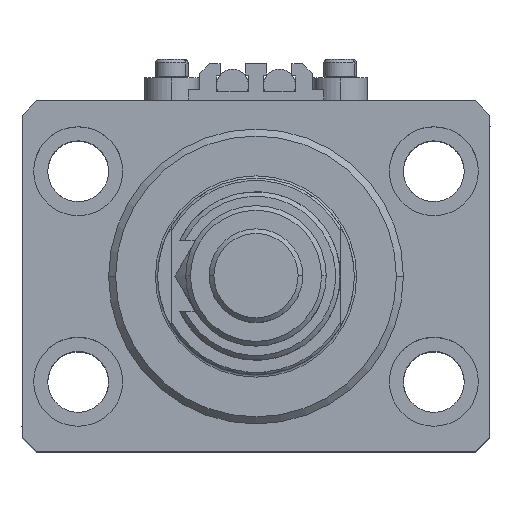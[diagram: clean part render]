
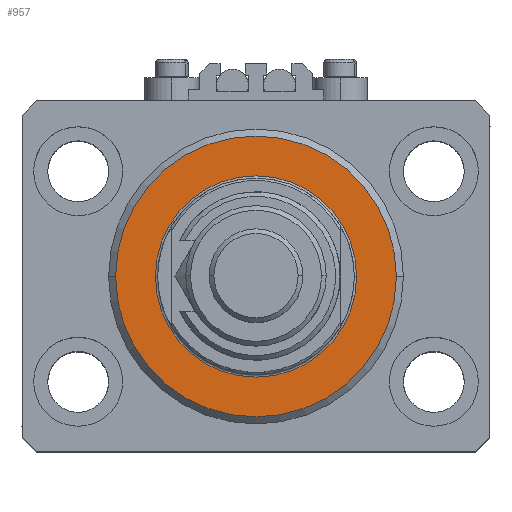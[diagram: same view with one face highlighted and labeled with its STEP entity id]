
A CAD part, top view. The second image highlights one B-rep face of the part: STEP entity #957.
In plain terms, the highlighted face is planar.
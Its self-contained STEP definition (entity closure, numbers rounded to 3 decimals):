
#86 = CARTESIAN_POINT ( 'NONE',  ( 0., 0., 0. ) ) ;
#114 = DIRECTION ( 'NONE',  ( 1., 0., 0. ) ) ;
#957 = ADVANCED_FACE ( 'NONE', ( #7960, #51236 ), #2995, .F. ) ;
#1247 = CARTESIAN_POINT ( 'NONE',  ( 0., 0., 0. ) ) ;
#2212 = AXIS2_PLACEMENT_3D ( 'NONE', #17703, #41017, #9849 ) ;
#2995 = PLANE ( 'NONE',  #9264 ) ;
#4043 = CARTESIAN_POINT ( 'NONE',  ( 0., 0., 0. ) ) ;
#5025 = ORIENTED_EDGE ( 'NONE', *, *, #48782, .T. ) ;
#5531 = CIRCLE ( 'NONE', #22242, 30. ) ;
#5541 = AXIS2_PLACEMENT_3D ( 'NONE', #1247, #17230, #49231 ) ;
#7576 = CARTESIAN_POINT ( 'NONE',  ( -30., 0., 0. ) ) ;
#7960 = FACE_BOUND ( 'NONE', #27761, .T. ) ;
#8284 = CIRCLE ( 'NONE', #45122, 30. ) ;
#9264 = AXIS2_PLACEMENT_3D ( 'NONE', #86, #22909, #47551 ) ;
#9849 = DIRECTION ( 'NONE',  ( 1., 0., 0. ) ) ;
#14765 = VERTEX_POINT ( 'NONE', #7576 ) ;
#17230 = DIRECTION ( 'NONE',  ( 0., 0., 1. ) ) ;
#17703 = CARTESIAN_POINT ( 'NONE',  ( 0., 0., 0. ) ) ;
#22166 = CARTESIAN_POINT ( 'NONE',  ( -21.5, 0., 0. ) ) ;
#22242 = AXIS2_PLACEMENT_3D ( 'NONE', #27293, #43045, #43299 ) ;
#22909 = DIRECTION ( 'NONE',  ( 0., 0., 1. ) ) ;
#23419 = EDGE_CURVE ( 'NONE', #14765, #44078, #5531, .T. ) ;
#23786 = ORIENTED_EDGE ( 'NONE', *, *, #23419, .T. ) ;
#25666 = CIRCLE ( 'NONE', #2212, 21.5 ) ;
#27293 = CARTESIAN_POINT ( 'NONE',  ( 0., 0., 0. ) ) ;
#27761 = EDGE_LOOP ( 'NONE', ( #44863, #38171 ) ) ;
#29772 = CIRCLE ( 'NONE', #5541, 21.5 ) ;
#31231 = VERTEX_POINT ( 'NONE', #22166 ) ;
#32346 = VERTEX_POINT ( 'NONE', #47357 ) ;
#34190 = EDGE_LOOP ( 'NONE', ( #5025, #23786 ) ) ;
#38171 = ORIENTED_EDGE ( 'NONE', *, *, #38924, .T. ) ;
#38924 = EDGE_CURVE ( 'NONE', #31231, #32346, #29772, .T. ) ;
#40191 = DIRECTION ( 'NONE',  ( 0., 0., -1. ) ) ;
#40278 = EDGE_CURVE ( 'NONE', #32346, #31231, #25666, .T. ) ;
#41017 = DIRECTION ( 'NONE',  ( 0., 0., 1. ) ) ;
#43045 = DIRECTION ( 'NONE',  ( 0., 0., -1. ) ) ;
#43299 = DIRECTION ( 'NONE',  ( 1., 0., 0. ) ) ;
#44078 = VERTEX_POINT ( 'NONE', #47437 ) ;
#44863 = ORIENTED_EDGE ( 'NONE', *, *, #40278, .T. ) ;
#45122 = AXIS2_PLACEMENT_3D ( 'NONE', #4043, #40191, #114 ) ;
#47357 = CARTESIAN_POINT ( 'NONE',  ( 21.5, 0., 0. ) ) ;
#47437 = CARTESIAN_POINT ( 'NONE',  ( 30., 0., 0. ) ) ;
#47551 = DIRECTION ( 'NONE',  ( 1., 0., 0. ) ) ;
#48782 = EDGE_CURVE ( 'NONE', #44078, #14765, #8284, .T. ) ;
#49231 = DIRECTION ( 'NONE',  ( 1., 0., 0. ) ) ;
#51236 = FACE_OUTER_BOUND ( 'NONE', #34190, .T. ) ;
